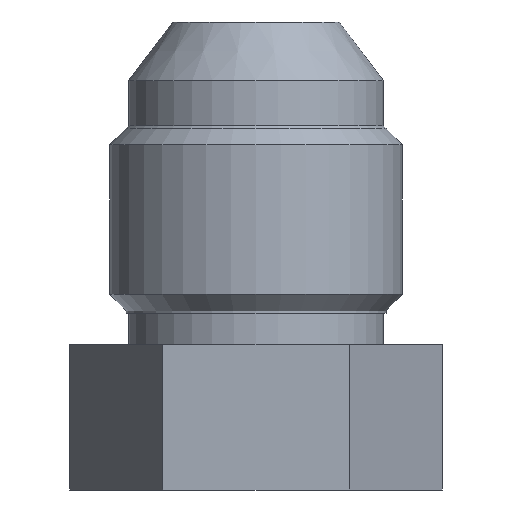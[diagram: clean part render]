
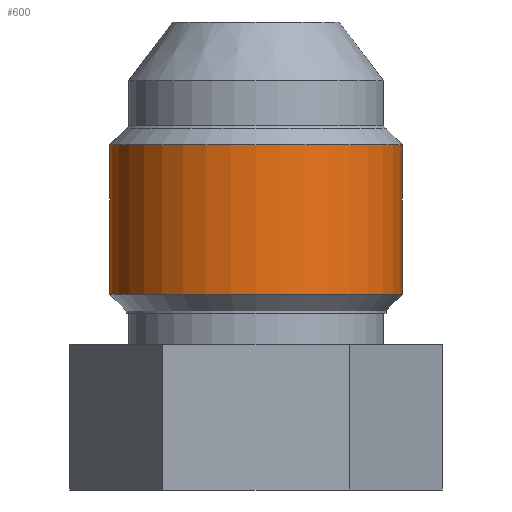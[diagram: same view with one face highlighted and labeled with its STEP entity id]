
A CAD part, front view. The second image highlights one B-rep face of the part: STEP entity #600.
In plain terms, the highlighted cylindrical face has radius 7.144 mm (diameter 14.287 mm), a partial arc.
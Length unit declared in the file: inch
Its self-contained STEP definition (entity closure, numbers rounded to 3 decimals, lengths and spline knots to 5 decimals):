
#213=DIRECTION('',(0.,0.,1.));
#214=VECTOR('',#213,0.288);
#215=CARTESIAN_POINT('',(-0.28125,0.,0.236));
#216=LINE('',#215,#214);
#220=DIRECTION('',(0.,0.,1.));
#221=VECTOR('',#220,0.288);
#222=CARTESIAN_POINT('',(0.28125,0.,0.236));
#223=LINE('',#222,#221);
#227=CARTESIAN_POINT('',(0.,0.,0.236));
#228=DIRECTION('',(0.,0.,1.));
#229=DIRECTION('',(-1.,0.,0.));
#230=AXIS2_PLACEMENT_3D('',#227,#228,#229);
#249=CARTESIAN_POINT('',(0.,0.,0.524));
#250=DIRECTION('',(0.,0.,1.));
#251=DIRECTION('',(-1.,0.,0.));
#252=AXIS2_PLACEMENT_3D('',#249,#250,#251);
#365=CARTESIAN_POINT('',(-0.28125,0.,0.236));
#366=CARTESIAN_POINT('',(-0.28125,0.,0.524));
#367=VERTEX_POINT('',#365);
#368=VERTEX_POINT('',#366);
#375=CARTESIAN_POINT('',(0.28125,0.,0.236));
#376=CARTESIAN_POINT('',(0.28125,0.,0.524));
#377=VERTEX_POINT('',#375);
#378=VERTEX_POINT('',#376);
#588=CARTESIAN_POINT('',(0.,0.,0.791));
#589=DIRECTION('',(0.,0.,-1.));
#590=DIRECTION('',(1.,0.,0.));
#591=AXIS2_PLACEMENT_3D('',#588,#589,#590);
#592=CYLINDRICAL_SURFACE('',#591,0.28125);
#593=ORIENTED_EDGE('',*,*,#578,.T.);
#595=ORIENTED_EDGE('',*,*,#594,.T.);
#596=ORIENTED_EDGE('',*,*,#581,.F.);
#597=ORIENTED_EDGE('',*,*,#552,.F.);
#598=EDGE_LOOP('',(#593,#595,#596,#597));
#599=FACE_OUTER_BOUND('',#598,.F.);
#231=CIRCLE('',#230,0.28125);
#253=CIRCLE('',#252,0.28125);
#552=EDGE_CURVE('',#367,#377,#231,.T.);
#578=EDGE_CURVE('',#367,#368,#216,.T.);
#581=EDGE_CURVE('',#377,#378,#223,.T.);
#594=EDGE_CURVE('',#368,#378,#253,.T.);
#600=ADVANCED_FACE('',(#599),#592,.T.);
